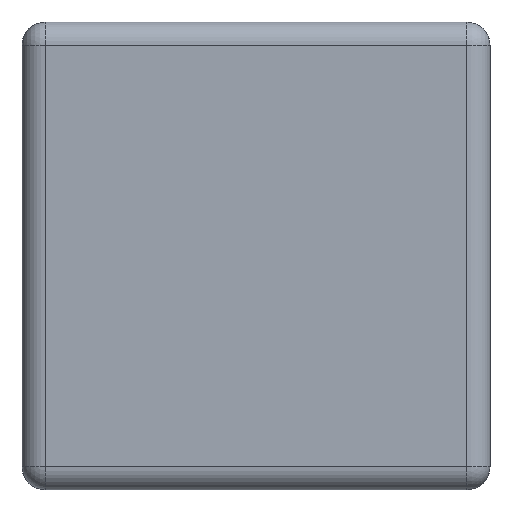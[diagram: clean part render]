
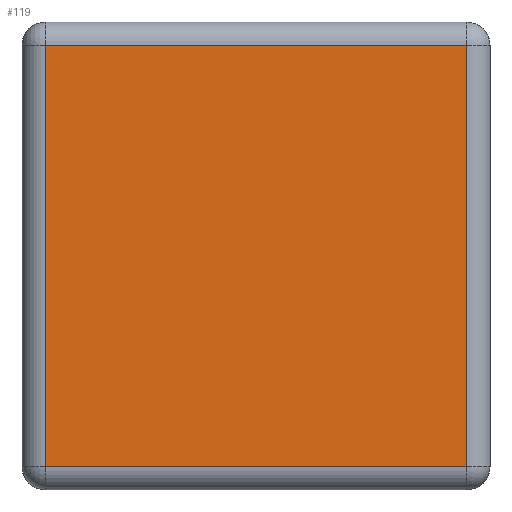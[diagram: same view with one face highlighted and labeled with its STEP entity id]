
A CAD part, left-side view. The second image highlights one B-rep face of the part: STEP entity #119.
In plain terms, the highlighted planar face has unit normal (-1, 0, 0).
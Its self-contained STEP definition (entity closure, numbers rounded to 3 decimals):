
#1 = CARTESIAN_POINT ( 'NONE',  ( -0.3, 0.3, -0.135 ) ) ;
#31 = VERTEX_POINT ( 'NONE', #1170 ) ;
#44 = VERTEX_POINT ( 'NONE', #1053 ) ;
#62 = DIRECTION ( 'NONE',  ( 0., 1., 0. ) ) ;
#89 = CARTESIAN_POINT ( 'NONE',  ( -0.3, 0.3, -0.15 ) ) ;
#119 = ADVANCED_FACE ( 'NONE', ( #621 ), #1072, .F. ) ;
#144 = EDGE_CURVE ( 'NONE', #442, #31, #1160, .T. ) ;
#160 = LINE ( 'NONE', #1133, #617 ) ;
#162 = EDGE_CURVE ( 'NONE', #31, #44, #283, .T. ) ;
#165 = EDGE_LOOP ( 'NONE', ( #380, #670, #215, #273 ) ) ;
#215 = ORIENTED_EDGE ( 'NONE', *, *, #526, .T. ) ;
#260 = AXIS2_PLACEMENT_3D ( 'NONE', #89, #291, #676 ) ;
#273 = ORIENTED_EDGE ( 'NONE', *, *, #1044, .T. ) ;
#283 = LINE ( 'NONE', #1, #638 ) ;
#291 = DIRECTION ( 'NONE',  ( 1., 0., 0. ) ) ;
#296 = LINE ( 'NONE', #843, #524 ) ;
#315 = VERTEX_POINT ( 'NONE', #898 ) ;
#380 = ORIENTED_EDGE ( 'NONE', *, *, #144, .T. ) ;
#442 = VERTEX_POINT ( 'NONE', #940 ) ;
#489 = DIRECTION ( 'NONE',  ( 0., 0., -1. ) ) ;
#524 = VECTOR ( 'NONE', #553, 1000. ) ;
#526 = EDGE_CURVE ( 'NONE', #44, #315, #296, .T. ) ;
#553 = DIRECTION ( 'NONE',  ( 0., 0., 1. ) ) ;
#617 = VECTOR ( 'NONE', #62, 1000. ) ;
#621 = FACE_OUTER_BOUND ( 'NONE', #165, .T. ) ;
#638 = VECTOR ( 'NONE', #1266, 1000. ) ;
#651 = VECTOR ( 'NONE', #489, 1000. ) ;
#670 = ORIENTED_EDGE ( 'NONE', *, *, #162, .T. ) ;
#676 = DIRECTION ( 'NONE',  ( 0., 0., -1. ) ) ;
#843 = CARTESIAN_POINT ( 'NONE',  ( -0.3, 0.015, -0.15 ) ) ;
#898 = CARTESIAN_POINT ( 'NONE',  ( -0.3, 0.015, 0.135 ) ) ;
#940 = CARTESIAN_POINT ( 'NONE',  ( -0.3, 0.285, 0.135 ) ) ;
#1044 = EDGE_CURVE ( 'NONE', #315, #442, #160, .T. ) ;
#1053 = CARTESIAN_POINT ( 'NONE',  ( -0.3, 0.015, -0.135 ) ) ;
#1072 = PLANE ( 'NONE',  #260 ) ;
#1078 = CARTESIAN_POINT ( 'NONE',  ( -0.3, 0.285, -0.15 ) ) ;
#1133 = CARTESIAN_POINT ( 'NONE',  ( -0.3, 0.3, 0.135 ) ) ;
#1160 = LINE ( 'NONE', #1078, #651 ) ;
#1170 = CARTESIAN_POINT ( 'NONE',  ( -0.3, 0.285, -0.135 ) ) ;
#1266 = DIRECTION ( 'NONE',  ( 0., -1., 0. ) ) ;
